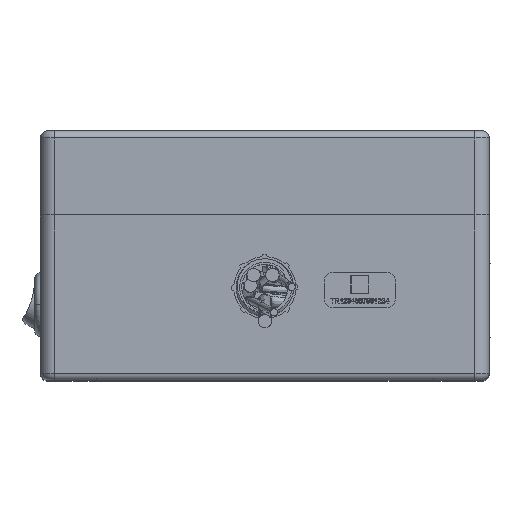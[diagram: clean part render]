
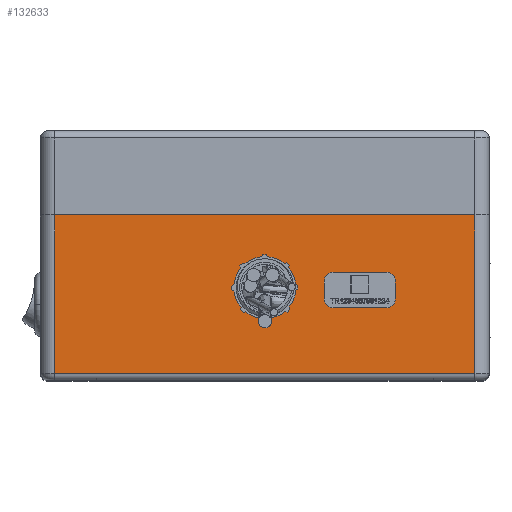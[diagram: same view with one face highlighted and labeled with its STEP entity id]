
A CAD part, top view. The second image highlights one B-rep face of the part: STEP entity #132633.
In plain terms, the highlighted face is planar.
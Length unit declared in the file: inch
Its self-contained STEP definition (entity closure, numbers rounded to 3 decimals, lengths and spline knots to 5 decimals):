
#6967 = DIRECTION ( 'NONE',  ( 0., 0., -1. ) ) ;
#7493 = FACE_BOUND ( 'NONE', #56671, .T. ) ;
#9478 = AXIS2_PLACEMENT_3D ( 'NONE', #125080, #22916, #86099 ) ;
#14591 = EDGE_CURVE ( 'NONE', #57878, #160087, #55871, .T. ) ;
#16928 = ORIENTED_EDGE ( 'NONE', *, *, #68935, .F. ) ;
#18478 = CARTESIAN_POINT ( 'NONE',  ( -6.93557, 2.322, -3.15 ) ) ;
#20680 = AXIS2_PLACEMENT_3D ( 'NONE', #32997, #6967, #161727 ) ;
#22916 = DIRECTION ( 'NONE',  ( 0., 0., 1. ) ) ;
#24535 = CARTESIAN_POINT ( 'NONE',  ( 0., 1.302, -3.15 ) ) ;
#25657 = DIRECTION ( 'NONE',  ( -1., 0., 0. ) ) ;
#31184 = EDGE_CURVE ( 'NONE', #62475, #131768, #119671, .T. ) ;
#31912 = EDGE_CURVE ( 'NONE', #62475, #57878, #157047, .T. ) ;
#32997 = CARTESIAN_POINT ( 'NONE',  ( 0., 1.302, -3.15 ) ) ;
#40406 = CARTESIAN_POINT ( 'NONE',  ( 0.4, 1.302, -3.15 ) ) ;
#41930 = VECTOR ( 'NONE', #143694, 39.37008 ) ;
#43565 = CARTESIAN_POINT ( 'NONE',  ( -2.95, 0.1, -3.15 ) ) ;
#45420 = EDGE_LOOP ( 'NONE', ( #121522, #105666, #66668, #96199 ) ) ;
#47958 = PLANE ( 'NONE',  #9478 ) ;
#50141 = DIRECTION ( 'NONE',  ( 0., 0., -1. ) ) ;
#52590 = CARTESIAN_POINT ( 'NONE',  ( -2.95, 2.402, -3.15 ) ) ;
#55871 = LINE ( 'NONE', #52590, #41930 ) ;
#56671 = EDGE_LOOP ( 'NONE', ( #80222, #16928 ) ) ;
#57878 = VERTEX_POINT ( 'NONE', #87649 ) ;
#62475 = VERTEX_POINT ( 'NONE', #64310 ) ;
#64014 = VECTOR ( 'NONE', #109485, 39.37008 ) ;
#64310 = CARTESIAN_POINT ( 'NONE',  ( 2.95, 2.322, -3.15 ) ) ;
#66668 = ORIENTED_EDGE ( 'NONE', *, *, #14591, .F. ) ;
#68935 = EDGE_CURVE ( 'NONE', #96193, #111307, #163208, .T. ) ;
#80222 = ORIENTED_EDGE ( 'NONE', *, *, #138116, .F. ) ;
#82852 = FACE_OUTER_BOUND ( 'NONE', #45420, .T. ) ;
#86099 = DIRECTION ( 'NONE',  ( 1., 0., 0. ) ) ;
#87649 = CARTESIAN_POINT ( 'NONE',  ( -2.95, 2.322, -3.15 ) ) ;
#96193 = VERTEX_POINT ( 'NONE', #40406 ) ;
#96199 = ORIENTED_EDGE ( 'NONE', *, *, #31912, .F. ) ;
#98969 = VECTOR ( 'NONE', #120669, 39.37008 ) ;
#105666 = ORIENTED_EDGE ( 'NONE', *, *, #148147, .T. ) ;
#109485 = DIRECTION ( 'NONE',  ( 0., -1., 0. ) ) ;
#111307 = VERTEX_POINT ( 'NONE', #140058 ) ;
#113215 = VECTOR ( 'NONE', #119398, 39.37008 ) ;
#119398 = DIRECTION ( 'NONE',  ( -1., 0., 0. ) ) ;
#119577 = CARTESIAN_POINT ( 'NONE',  ( 2.95, 2.402, -3.15 ) ) ;
#119671 = LINE ( 'NONE', #119577, #64014 ) ;
#120669 = DIRECTION ( 'NONE',  ( -1., 0., 0. ) ) ;
#121522 = ORIENTED_EDGE ( 'NONE', *, *, #31184, .T. ) ;
#125080 = CARTESIAN_POINT ( 'NONE',  ( -2.95, 2.402, -3.15 ) ) ;
#128969 = LINE ( 'NONE', #43565, #98969 ) ;
#131768 = VERTEX_POINT ( 'NONE', #151830 ) ;
#132633 = ADVANCED_FACE ( 'NONE', ( #7493, #82852 ), #47958, .F. ) ;
#135804 = CIRCLE ( 'NONE', #20680, 0.4 ) ;
#138116 = EDGE_CURVE ( 'NONE', #111307, #96193, #135804, .T. ) ;
#140058 = CARTESIAN_POINT ( 'NONE',  ( -0.4, 1.302, -3.15 ) ) ;
#143220 = CARTESIAN_POINT ( 'NONE',  ( -2.95, 0.1, -3.15 ) ) ;
#143694 = DIRECTION ( 'NONE',  ( 0., -1., 0. ) ) ;
#148147 = EDGE_CURVE ( 'NONE', #131768, #160087, #128969, .T. ) ;
#151830 = CARTESIAN_POINT ( 'NONE',  ( 2.95, 0.1, -3.15 ) ) ;
#157047 = LINE ( 'NONE', #18478, #113215 ) ;
#160087 = VERTEX_POINT ( 'NONE', #143220 ) ;
#161727 = DIRECTION ( 'NONE',  ( -1., 0., 0. ) ) ;
#162298 = AXIS2_PLACEMENT_3D ( 'NONE', #24535, #50141, #25657 ) ;
#163208 = CIRCLE ( 'NONE', #162298, 0.4 ) ;
